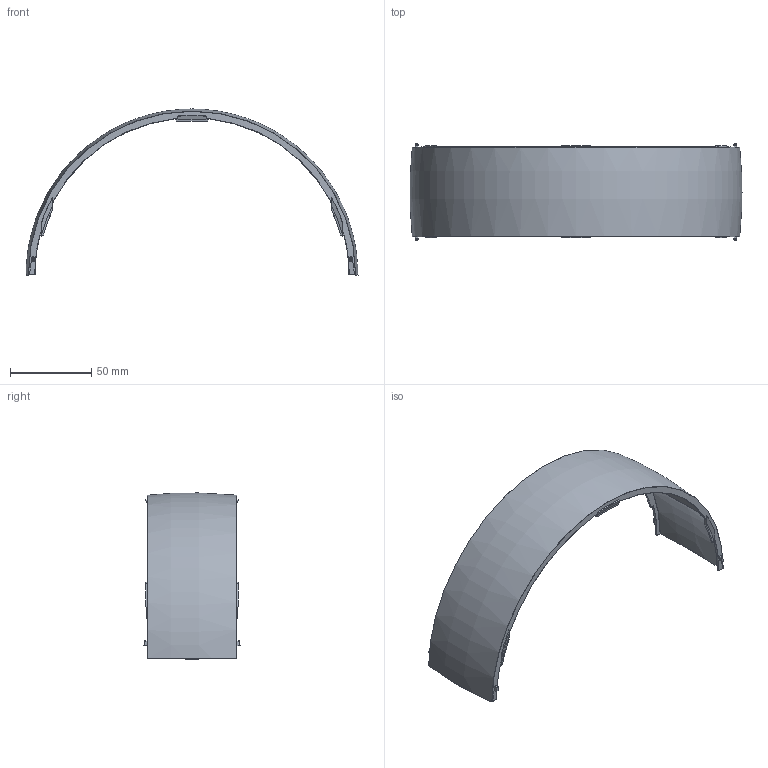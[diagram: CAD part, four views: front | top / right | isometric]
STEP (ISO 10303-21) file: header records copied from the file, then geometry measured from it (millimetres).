
FILE_DESCRIPTION (( 'STEP AP203' ), '1' );
FILE_NAME ('BLANC.02.03 Visor rev E.STEP', '2021-04-09T15:48:33', ( '' ), ( '' ), 'SwSTEP 2.0', 'SolidWorks 2019', '' );
FILE_SCHEMA (( 'CONFIG_CONTROL_DESIGN' ));
Length unit declared in the file: millimetre
Products named in the file (1): BLANC.02.03 Visor rev E
Bounding box: 204 x 59 x 102.07 mm (x, y, z)
Volume: 34797.7 mm3; surface area: 40420.4 mm2
Topology: 1 solids, 1 shells, 436 faces, 1106 edges, 680 vertices
Faces by surface type: bspline 212, plane 67, torus 63, cone 44, cylinder 30, sphere 20
Entity records: 19318 total; most frequent: CARTESIAN_POINT 10724, ORIENTED_EDGE 2212, DIRECTION 1176, EDGE_CURVE 1106, VERTEX_POINT 680, B_SPLINE_CURVE_WITH_KNOTS 658, AXIS2_PLACEMENT_3D 535, EDGE_LOOP 444
